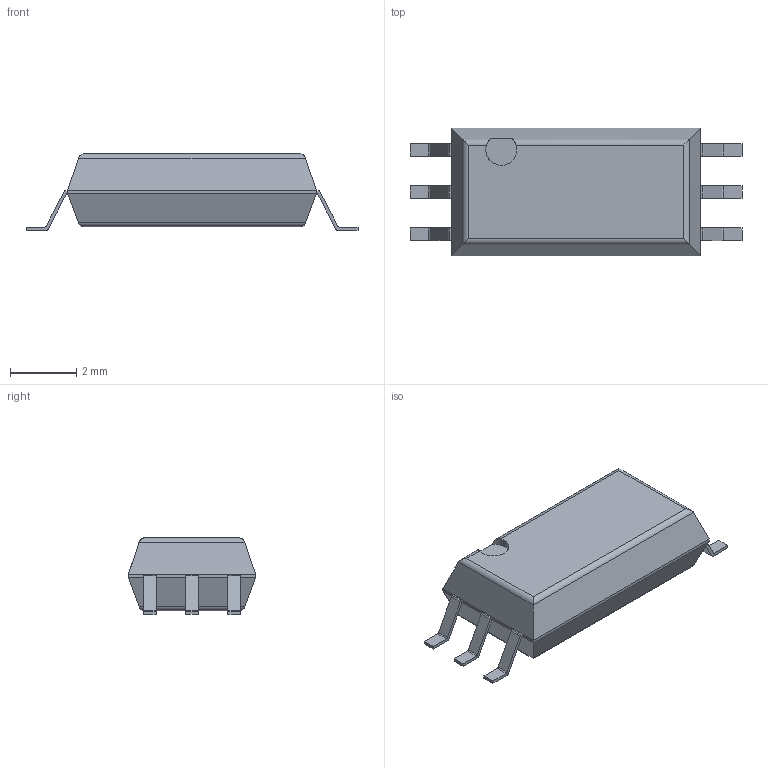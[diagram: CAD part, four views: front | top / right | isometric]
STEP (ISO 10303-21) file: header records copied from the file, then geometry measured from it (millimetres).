
FILE_DESCRIPTION(('FreeCAD Model'),'2;1');
FILE_NAME('1767835.1.1.stp','2020-04-10T16:40:59',( 'Author'),(''),'Open CASCADE STEP processor 6.9','FreeCAD','Unknown' );
FILE_SCHEMA(('AUTOMOTIVE_DESIGN { 1 0 10303 214 1 1 1 1 }'));
Length unit declared in the file: millimetre
Products named in the file (3): ASSEMBLY; Body; PinsArrayLR
Assembly tree (2 placements, depth 2):
  ASSEMBLY
    Body
    PinsArrayLR
Bounding box: 10 x 3.84 x 2.3 mm (x, y, z)
Volume: 55 mm3; surface area: 101.6 mm2
Topology: 7 solids, 7 shells, 104 faces, 254 edges, 164 vertices
Faces by surface type: plane 75, cylinder 29
Entity records: 6709 total; most frequent: CARTESIAN_POINT 1449, DIRECTION 970, LINE 632, VECTOR 632, ORIENTED_EDGE 508, PCURVE 508, DEFINITIONAL_REPRESENTATION 508, EDGE_CURVE 254
